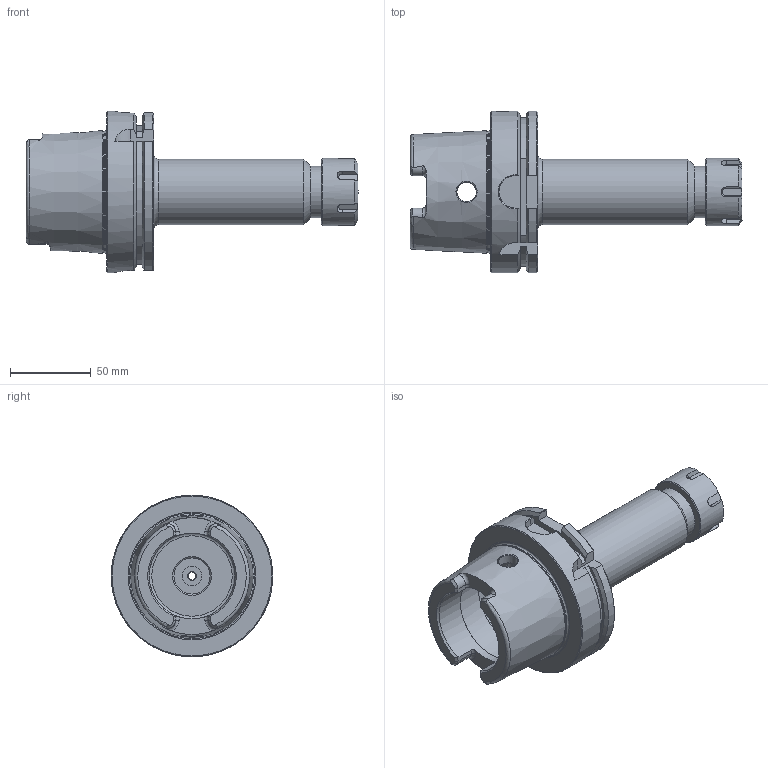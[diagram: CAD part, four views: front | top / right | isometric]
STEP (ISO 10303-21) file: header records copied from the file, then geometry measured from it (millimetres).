
FILE_DESCRIPTION((''),'2;1');
FILE_NAME('H100-25ER612.stp','2014-08-08T11:51:25',('kaykin'),(''),'Autodesk Inventor 2012','Autodesk Inventor 2012','');
FILE_SCHEMA(('AUTOMOTIVE_DESIGN { 1 0 10303 214 1 1 1 1 }'));
Length unit declared in the file: inch
Products named in the file (4): H100-25ER612; H100-25ER6-1; 25ERPN; BS-11
Assembly tree (3 placements, depth 2):
  H100-25ER612
    H100-25ER6-1
    25ERPN
    BS-11
Bounding box: 205.45 x 100 x 100 mm (x, y, z)
Volume: 381547.7 mm3; surface area: 77195.9 mm2
Topology: 3 solids, 3 shells, 195 faces, 484 edges, 301 vertices
Faces by surface type: plane 74, cone 47, cylinder 45, torus 18, bspline 11
Full cylindrical faces by diameter (mm): 7.112 x1, 10 x1, 12 x3, 15.113 x2, 15.748 x1, 17.297 x1, 18.034 x1, 20.599 x1, 22.377 x1, 24.13 x1, 25.016 x1, 26.086 x1, 30.912 x1, 32 x1, 32.512 x1, 40.513 x1, 41.732 x1, 53 x2, 63 x1, 75.364 x1, 100 x1
Entity records: 6457 total; most frequent: CARTESIAN_POINT 2114, ORIENTED_EDGE 814, DIRECTION 813, EDGE_CURVE 407, AXIS2_PLACEMENT_3D 341, VERTEX_POINT 288, EDGE_LOOP 275, FACE_OUTER_BOUND 195
